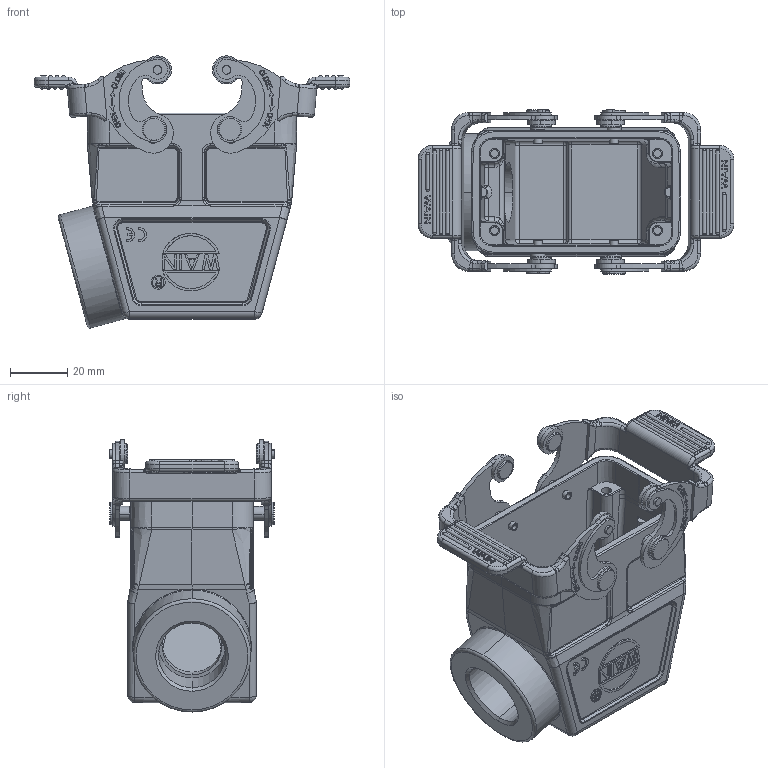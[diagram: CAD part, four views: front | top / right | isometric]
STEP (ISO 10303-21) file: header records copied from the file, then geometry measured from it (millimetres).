
FILE_DESCRIPTION(/* description */ (''),/* implementation_level */ '2;1');
FILE_NAME(/* name */ '3D_1240105415103_HV10B-SEH-2L_SC-M25 WS_V1.1.stp',/* time_stamp */ '2024-01-08T09:51:52+08:00',/* author */ (''),/* organization */ (''),/* preprocessor_version */ 'ST-DEVELOPER v18.1',/* originating_system */ 'SIEMENS PLM Software NX 1980',/* authorisation */ '');
FILE_SCHEMA (('AUTOMOTIVE_DESIGN { 1 0 10303 214 3 1 1 1 }'));
Products named in the file (1): 145930E476E9x3x2
Bounding box: 110.4 x 57.5 x 95.15 mm (x, y, z)
Volume: 87905.7 mm3; surface area: 48406.3 mm2
Topology: 1 solids, 1 shells, 1851 faces, 4794 edges, 3092 vertices
Faces by surface type: plane 841, cylinder 510, torus 171, cone 96, bspline 95, extrusion 88, sphere 50
Entity records: 64878 total; most frequent: CARTESIAN_POINT 21777, ORIENTED_EDGE 9518, DIRECTION 7990, EDGE_CURVE 4759, VERTEX_POINT 3092, AXIS2_PLACEMENT_3D 2811, VECTOR 2368, LINE 2280
